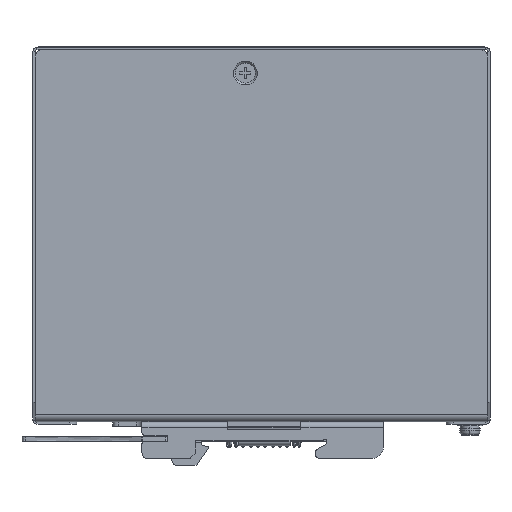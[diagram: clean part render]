
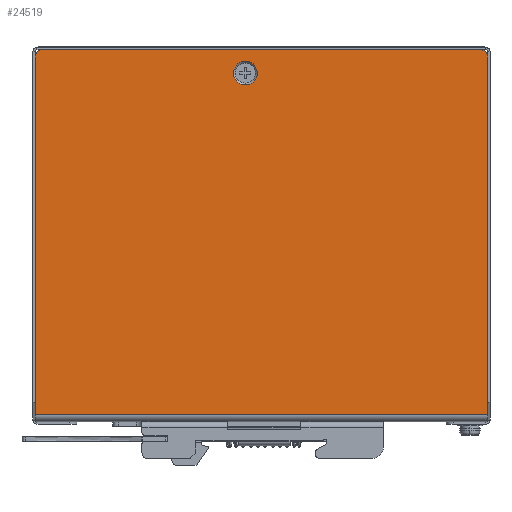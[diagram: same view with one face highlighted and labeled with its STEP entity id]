
A CAD part, front view. The second image highlights one B-rep face of the part: STEP entity #24519.
In plain terms, the highlighted planar face has unit normal (0, -1, 0).
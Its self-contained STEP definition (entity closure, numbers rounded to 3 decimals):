
#3203=DIRECTION('',(1.,0.,0.));
#3204=VECTOR('',#3203,123.8);
#3205=CARTESIAN_POINT('',(3.5,0.3,-100.65));
#3206=LINE('',#3205,#3204);
#5333=CARTESIAN_POINT('',(125.3,0.3,-2.85));
#5334=DIRECTION('',(0.,-1.,0.));
#5335=DIRECTION('',(1.,0.,0.));
#5336=AXIS2_PLACEMENT_3D('',#5333,#5334,#5335);
#5338=DIRECTION('',(0.,0.,1.));
#5339=VECTOR('',#5338,97.8);
#5340=CARTESIAN_POINT('',(127.3,0.3,-100.65));
#5341=LINE('',#5340,#5339);
#5342=DIRECTION('',(0.,0.,-1.));
#5343=VECTOR('',#5342,97.8);
#5344=CARTESIAN_POINT('',(3.5,0.3,-2.85));
#5345=LINE('',#5344,#5343);
#5346=CARTESIAN_POINT('',(5.5,0.3,-2.85));
#5347=DIRECTION('',(0.,-1.,0.));
#5348=DIRECTION('',(0.,0.,1.));
#5349=AXIS2_PLACEMENT_3D('',#5346,#5347,#5348);
#5351=DIRECTION('',(-1.,0.,0.));
#5352=VECTOR('',#5351,119.8);
#5353=CARTESIAN_POINT('',(125.3,0.3,-0.85));
#5354=LINE('',#5353,#5352);
#5355=CARTESIAN_POINT('',(61.,0.3,-7.25));
#5356=DIRECTION('',(0.,1.,0.));
#5357=DIRECTION('',(0.,0.,1.));
#5358=AXIS2_PLACEMENT_3D('',#5355,#5356,#5357);
#5360=CARTESIAN_POINT('',(61.,0.3,-7.25));
#5361=DIRECTION('',(0.,1.,0.));
#5362=DIRECTION('',(0.,0.,-1.));
#5363=AXIS2_PLACEMENT_3D('',#5360,#5361,#5362);
#16013=CARTESIAN_POINT('',(3.5,0.3,-100.65));
#16014=CARTESIAN_POINT('',(127.3,0.3,-100.65));
#16015=VERTEX_POINT('',#16013);
#16016=VERTEX_POINT('',#16014);
#16125=CARTESIAN_POINT('',(61.,0.3,-4.));
#16126=CARTESIAN_POINT('',(61.,0.3,-10.5));
#16127=VERTEX_POINT('',#16125);
#16128=VERTEX_POINT('',#16126);
#16149=CARTESIAN_POINT('',(127.3,0.3,-2.85));
#16150=CARTESIAN_POINT('',(125.3,0.3,-0.85));
#16151=VERTEX_POINT('',#16149);
#16152=VERTEX_POINT('',#16150);
#16161=CARTESIAN_POINT('',(5.5,0.3,-0.85));
#16162=CARTESIAN_POINT('',(3.5,0.3,-2.85));
#16163=VERTEX_POINT('',#16161);
#16164=VERTEX_POINT('',#16162);
#24499=CARTESIAN_POINT('',(127.3,0.3,-102.65));
#24500=DIRECTION('',(0.,-1.,0.));
#24501=DIRECTION('',(1.,0.,0.));
#24502=AXIS2_PLACEMENT_3D('',#24499,#24500,#24501);
#24503=PLANE('',#24502);
#24504=ORIENTED_EDGE('',*,*,#24486,.F.);
#24505=ORIENTED_EDGE('',*,*,#24079,.F.);
#24506=ORIENTED_EDGE('',*,*,#22571,.F.);
#24508=ORIENTED_EDGE('',*,*,#24507,.F.);
#24509=ORIENTED_EDGE('',*,*,#24137,.F.);
#24510=ORIENTED_EDGE('',*,*,#24464,.F.);
#24511=EDGE_LOOP('',(#24504,#24505,#24506,#24508,#24509,#24510));
#24512=FACE_OUTER_BOUND('',#24511,.F.);
#24514=ORIENTED_EDGE('',*,*,#24513,.F.);
#24516=ORIENTED_EDGE('',*,*,#24515,.F.);
#24517=EDGE_LOOP('',(#24514,#24516));
#24518=FACE_BOUND('',#24517,.F.);
#5337=CIRCLE('',#5336,2.);
#5350=CIRCLE('',#5349,2.);
#5359=CIRCLE('',#5358,3.25);
#5364=CIRCLE('',#5363,3.25);
#22571=EDGE_CURVE('',#16015,#16016,#3206,.T.);
#24079=EDGE_CURVE('',#16016,#16151,#5341,.T.);
#24137=EDGE_CURVE('',#16163,#16164,#5350,.T.);
#24464=EDGE_CURVE('',#16152,#16163,#5354,.T.);
#24486=EDGE_CURVE('',#16151,#16152,#5337,.T.);
#24507=EDGE_CURVE('',#16164,#16015,#5345,.T.);
#24513=EDGE_CURVE('',#16127,#16128,#5359,.T.);
#24515=EDGE_CURVE('',#16128,#16127,#5364,.T.);
#24519=ADVANCED_FACE('',(#24512,#24518),#24503,.T.);
